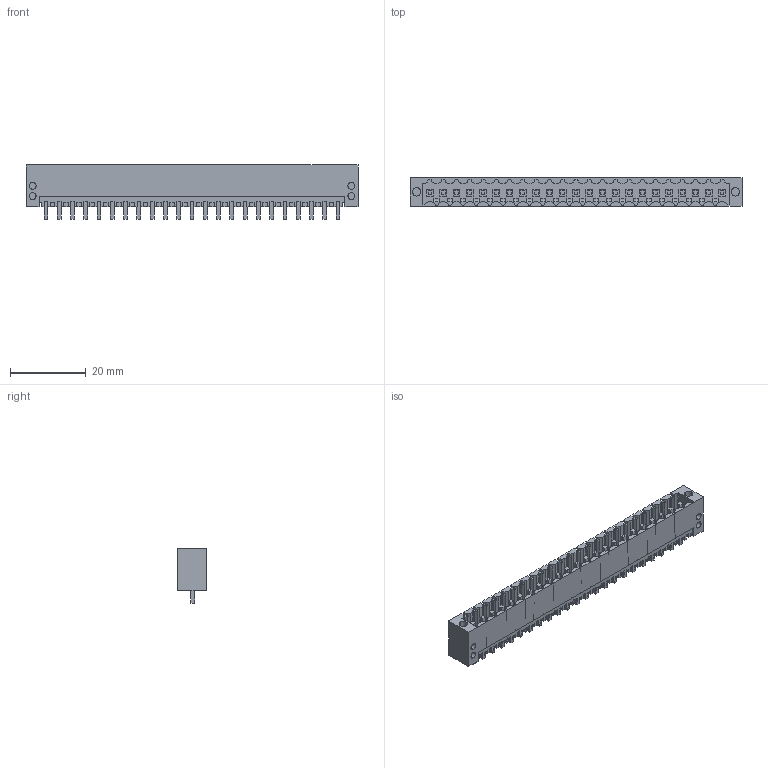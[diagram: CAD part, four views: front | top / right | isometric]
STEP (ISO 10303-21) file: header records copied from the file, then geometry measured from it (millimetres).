
FILE_DESCRIPTION(('CATIA V5 STEP Exchange','CAx-IF Rec.Pracs.--- Model Styling and Organization---1.2---2011-12-15'),'2;1');
FILE_NAME ('D1457313_0_1842980000_1842980000.stp','2018-03-13T15:16:50+00:00',('none'),('Weidmueller'),'CATIA Version 5-6 Release 2014','CATIA V5 STEP AP214','none');
FILE_SCHEMA(('AUTOMOTIVE_DESIGN { 1 0 10303 214 1 1 1 1 }'));
Length unit declared in the file: millimetre
Products named in the file (1): 1842980000
Bounding box: 87.5 x 7.45 x 14.25 mm (x, y, z)
Volume: 2993 mm3; surface area: 7932.8 mm2
Topology: 24 solids, 24 shells, 1781 faces, 5238 edges, 3564 vertices
Faces by surface type: plane 1598, cylinder 183
Entity records: 55768 total; most frequent: ORIENTED_EDGE 10476, CARTESIAN_POINT 10341, DIRECTION 6805, EDGE_CURVE 5238, VECTOR 4780, LINE 4780, VERTEX_POINT 3564, EDGE_LOOP 1886
